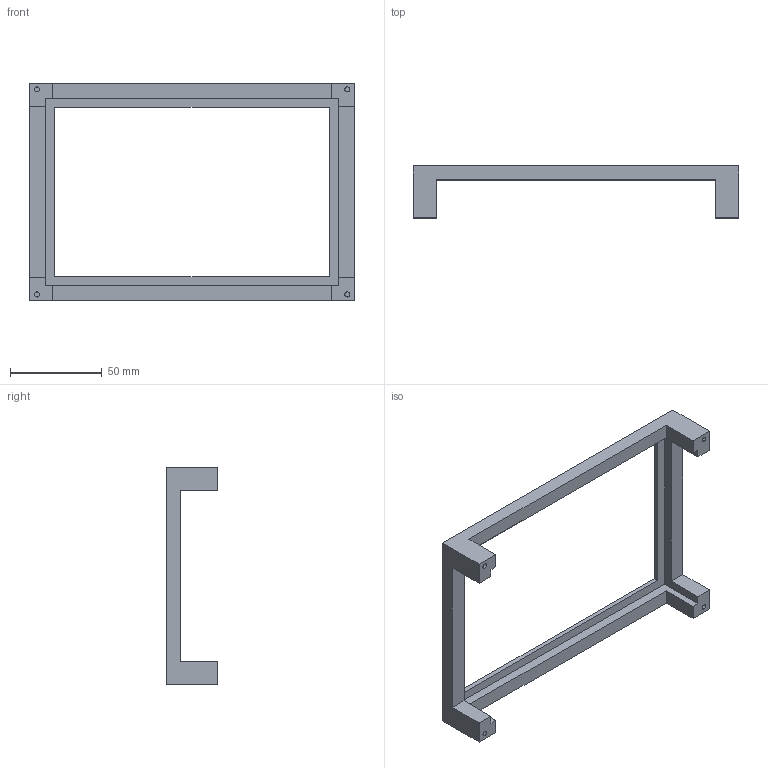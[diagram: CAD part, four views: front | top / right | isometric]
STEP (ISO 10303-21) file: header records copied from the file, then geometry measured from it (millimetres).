
FILE_DESCRIPTION (( 'STEP AP214' ), '1' );
FILE_NAME ('Router_Holder.STEP', '2024-01-10T18:26:51', ( '' ), ( '' ), 'SwSTEP 2.0', 'SolidWorks 2022', '' );
FILE_SCHEMA (( 'AUTOMOTIVE_DESIGN' ));
Length unit declared in the file: inch
Products named in the file (1): Router_Holder
Bounding box: 177.16 x 28.19 x 118.43 mm (x, y, z)
Volume: 54017.4 mm3; surface area: 27549.2 mm2
Topology: 1 solids, 1 shells, 42 faces, 108 edges, 72 vertices
Faces by surface type: plane 34, cylinder 8
Entity records: 1312 total; most frequent: CARTESIAN_POINT 223, ORIENTED_EDGE 216, DIRECTION 210, EDGE_CURVE 108, LINE 92, VECTOR 92, VERTEX_POINT 72, AXIS2_PLACEMENT_3D 59
